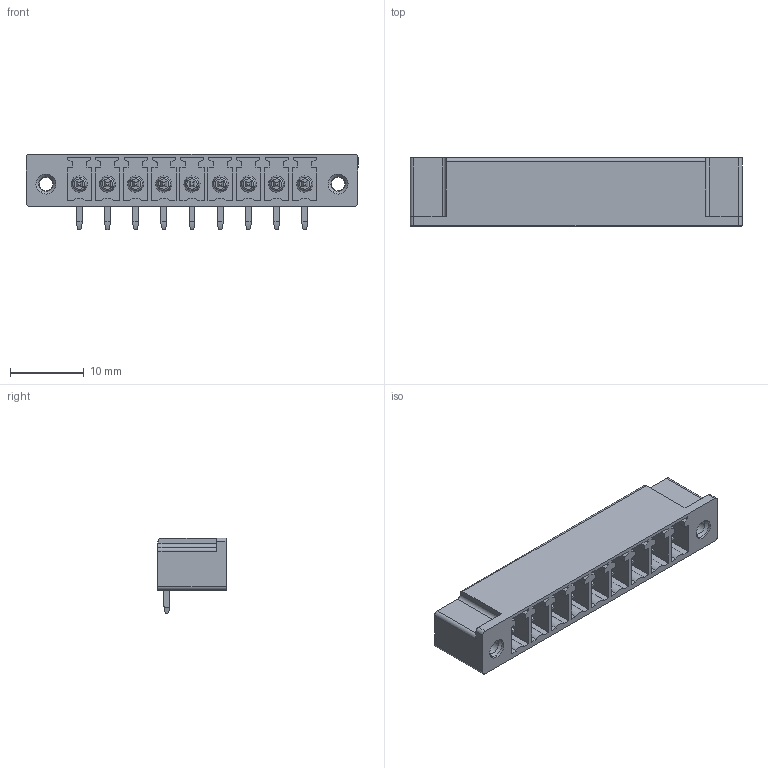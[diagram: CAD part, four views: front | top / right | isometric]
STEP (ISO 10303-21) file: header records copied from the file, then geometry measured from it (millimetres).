
FILE_DESCRIPTION(('CATIA V5 STEP Exchange','CAx-IF Rec.Pracs.--- Model Styling and Organization---1.2---2011-12-15'),'2;1');
FILE_NAME ('D1459793_0', '2018-09-29T04:15:06+00:00', ('none'), ('Weidmueller'), 'CATIA Version 5-6 Release 2014', 'CATIA V5 STEP AP214', 'none');
FILE_SCHEMA(('AUTOMOTIVE_DESIGN { 1 0 10303 214 1 1 1 1 }'));
Length unit declared in the file: millimetre
Products named in the file (1): 1942520000
Bounding box: 44.88 x 9.2 x 10.25 mm (x, y, z)
Volume: 1502.7 mm3; surface area: 3740.3 mm2
Topology: 10 solids, 10 shells, 736 faces, 2099 edges, 1412 vertices
Faces by surface type: plane 513, cylinder 183, cone 22, torus 18
Entity records: 22247 total; most frequent: CARTESIAN_POINT 4354, ORIENTED_EDGE 4198, DIRECTION 2856, EDGE_CURVE 2099, VECTOR 1625, LINE 1625, VERTEX_POINT 1412, AXIS2_PLACEMENT_3D 813
